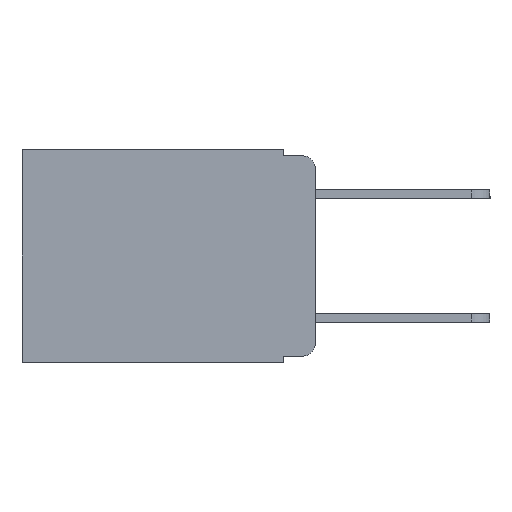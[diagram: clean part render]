
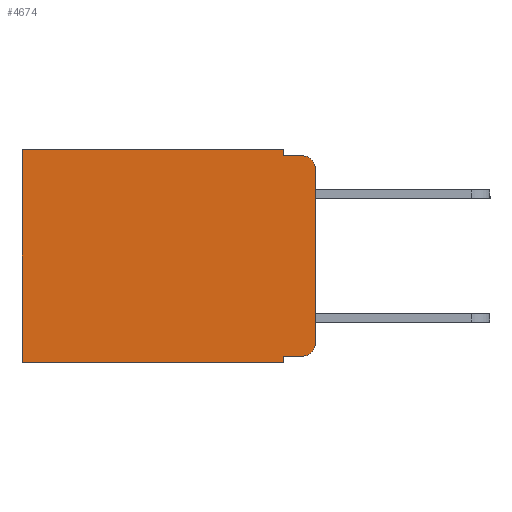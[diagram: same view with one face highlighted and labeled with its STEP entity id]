
A CAD part, left-side view. The second image highlights one B-rep face of the part: STEP entity #4674.
In plain terms, the highlighted planar face has unit normal (-1, 0, 0).
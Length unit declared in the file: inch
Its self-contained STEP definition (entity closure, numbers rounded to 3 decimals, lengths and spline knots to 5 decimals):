
#61 = CARTESIAN_POINT ( 'NONE',  ( 0.298, 0., 0. ) ) ;
#711 = AXIS2_PLACEMENT_3D ( 'NONE', #6826, #6797, #7570 ) ;
#919 = EDGE_CURVE ( 'NONE', #2653, #6915, #15019, .T. ) ;
#1368 = ORIENTED_EDGE ( 'NONE', *, *, #10773, .F. ) ;
#1396 = ORIENTED_EDGE ( 'NONE', *, *, #4441, .F. ) ;
#1428 = CARTESIAN_POINT ( 'NONE',  ( 0.298, 0.473, -0.343 ) ) ;
#1612 = CIRCLE ( 'NONE', #4166, 0.02 ) ;
#2322 = CARTESIAN_POINT ( 'NONE',  ( 0.298, 0.051, 0. ) ) ;
#2471 = CARTESIAN_POINT ( 'NONE',  ( 0.298, 0.02, -0.333 ) ) ;
#2605 = CARTESIAN_POINT ( 'NONE',  ( 0.298, 0.473, 0. ) ) ;
#2653 = VERTEX_POINT ( 'NONE', #2471 ) ;
#2714 = LINE ( 'NONE', #2322, #7028 ) ;
#3104 = CARTESIAN_POINT ( 'NONE',  ( 0.298, 0.473, 0. ) ) ;
#3177 = ORIENTED_EDGE ( 'NONE', *, *, #4113, .T. ) ;
#4083 = ORIENTED_EDGE ( 'NONE', *, *, #919, .T. ) ;
#4113 = EDGE_CURVE ( 'NONE', #7551, #13661, #1612, .T. ) ;
#4166 = AXIS2_PLACEMENT_3D ( 'NONE', #11444, #11415, #11472 ) ;
#4214 = ORIENTED_EDGE ( 'NONE', *, *, #10213, .T. ) ;
#4441 = EDGE_CURVE ( 'NONE', #17182, #13661, #9007, .T. ) ;
#4674 = ADVANCED_FACE ( 'NONE', ( #13400 ), #6913, .F. ) ;
#5149 = EDGE_LOOP ( 'NONE', ( #19069, #3177, #1396, #1368, #10704, #4214, #9803, #12659, #12249, #4083 ) ) ;
#5674 = LINE ( 'NONE', #16807, #18065 ) ;
#6494 = CARTESIAN_POINT ( 'NONE',  ( 0.298, 0.02, -0.01 ) ) ;
#6521 = CARTESIAN_POINT ( 'NONE',  ( 0.298, 0.051, -0.333 ) ) ;
#6695 = LINE ( 'NONE', #17525, #10934 ) ;
#6797 = DIRECTION ( 'NONE',  ( 1., 0., 0. ) ) ;
#6826 = CARTESIAN_POINT ( 'NONE',  ( 0.298, 0., 0. ) ) ;
#6913 = PLANE ( 'NONE',  #711 ) ;
#6915 = VERTEX_POINT ( 'NONE', #21379 ) ;
#7028 = VECTOR ( 'NONE', #16609, 39.37008 ) ;
#7373 = VERTEX_POINT ( 'NONE', #20864 ) ;
#7551 = VERTEX_POINT ( 'NONE', #17927 ) ;
#7570 = DIRECTION ( 'NONE',  ( 0., 0., -1. ) ) ;
#8099 = DIRECTION ( 'NONE',  ( 0., 0., -1. ) ) ;
#8299 = VERTEX_POINT ( 'NONE', #9979 ) ;
#8440 = VECTOR ( 'NONE', #9970, 39.37008 ) ;
#8738 = EDGE_CURVE ( 'NONE', #7373, #11588, #16185, .T. ) ;
#9007 = LINE ( 'NONE', #10684, #8440 ) ;
#9020 = VERTEX_POINT ( 'NONE', #6521 ) ;
#9748 = EDGE_CURVE ( 'NONE', #8299, #19664, #14539, .T. ) ;
#9803 = ORIENTED_EDGE ( 'NONE', *, *, #9748, .F. ) ;
#9970 = DIRECTION ( 'NONE',  ( 0., -1., 0. ) ) ;
#9979 = CARTESIAN_POINT ( 'NONE',  ( 0.298, 0.051, -0.343 ) ) ;
#10213 = EDGE_CURVE ( 'NONE', #11588, #19664, #17988, .T. ) ;
#10446 = CARTESIAN_POINT ( 'NONE',  ( 0.298, 0., -0.343 ) ) ;
#10684 = CARTESIAN_POINT ( 'NONE',  ( 0.298, 0.051, -0.01 ) ) ;
#10704 = ORIENTED_EDGE ( 'NONE', *, *, #8738, .T. ) ;
#10773 = EDGE_CURVE ( 'NONE', #7373, #17182, #2714, .T. ) ;
#10934 = VECTOR ( 'NONE', #22564, 39.37008 ) ;
#11415 = DIRECTION ( 'NONE',  ( -1., 0., 0. ) ) ;
#11444 = CARTESIAN_POINT ( 'NONE',  ( 0.298, 0.02, -0.03 ) ) ;
#11472 = DIRECTION ( 'NONE',  ( 0., 0., -1. ) ) ;
#11522 = EDGE_CURVE ( 'NONE', #9020, #8299, #5674, .T. ) ;
#11588 = VERTEX_POINT ( 'NONE', #3104 ) ;
#12249 = ORIENTED_EDGE ( 'NONE', *, *, #19039, .T. ) ;
#12659 = ORIENTED_EDGE ( 'NONE', *, *, #11522, .F. ) ;
#13400 = FACE_OUTER_BOUND ( 'NONE', #5149, .T. ) ;
#13661 = VERTEX_POINT ( 'NONE', #6494 ) ;
#14539 = LINE ( 'NONE', #10446, #19048 ) ;
#15019 = CIRCLE ( 'NONE', #18471, 0.02 ) ;
#15141 = DIRECTION ( 'NONE',  ( 0., 0., -1. ) ) ;
#15669 = VECTOR ( 'NONE', #18028, 39.37008 ) ;
#15694 = EDGE_CURVE ( 'NONE', #7551, #6915, #21297, .T. ) ;
#16185 = LINE ( 'NONE', #16329, #15669 ) ;
#16301 = DIRECTION ( 'NONE',  ( 0., 0., -1. ) ) ;
#16329 = CARTESIAN_POINT ( 'NONE',  ( 0.298, 0., 0. ) ) ;
#16609 = DIRECTION ( 'NONE',  ( 0., 0., -1. ) ) ;
#16807 = CARTESIAN_POINT ( 'NONE',  ( 0.298, 0.051, 0. ) ) ;
#16864 = VECTOR ( 'NONE', #16301, 39.37008 ) ;
#17182 = VERTEX_POINT ( 'NONE', #20361 ) ;
#17525 = CARTESIAN_POINT ( 'NONE',  ( 0.298, 0.051, -0.333 ) ) ;
#17927 = CARTESIAN_POINT ( 'NONE',  ( 0.298, 0., -0.03 ) ) ;
#17988 = LINE ( 'NONE', #2605, #18529 ) ;
#18028 = DIRECTION ( 'NONE',  ( 0., 1., 0. ) ) ;
#18065 = VECTOR ( 'NONE', #8099, 39.37008 ) ;
#18471 = AXIS2_PLACEMENT_3D ( 'NONE', #22418, #19365, #22783 ) ;
#18529 = VECTOR ( 'NONE', #15141, 39.37008 ) ;
#19039 = EDGE_CURVE ( 'NONE', #9020, #2653, #6695, .T. ) ;
#19048 = VECTOR ( 'NONE', #22342, 39.37008 ) ;
#19069 = ORIENTED_EDGE ( 'NONE', *, *, #15694, .F. ) ;
#19365 = DIRECTION ( 'NONE',  ( -1., 0., 0. ) ) ;
#19664 = VERTEX_POINT ( 'NONE', #1428 ) ;
#20361 = CARTESIAN_POINT ( 'NONE',  ( 0.298, 0.051, -0.01 ) ) ;
#20864 = CARTESIAN_POINT ( 'NONE',  ( 0.298, 0.051, 0. ) ) ;
#21297 = LINE ( 'NONE', #61, #16864 ) ;
#21379 = CARTESIAN_POINT ( 'NONE',  ( 0.298, 0., -0.313 ) ) ;
#22342 = DIRECTION ( 'NONE',  ( 0., 1., 0. ) ) ;
#22418 = CARTESIAN_POINT ( 'NONE',  ( 0.298, 0.02, -0.313 ) ) ;
#22564 = DIRECTION ( 'NONE',  ( 0., -1., 0. ) ) ;
#22783 = DIRECTION ( 'NONE',  ( 0., 0., -1. ) ) ;
